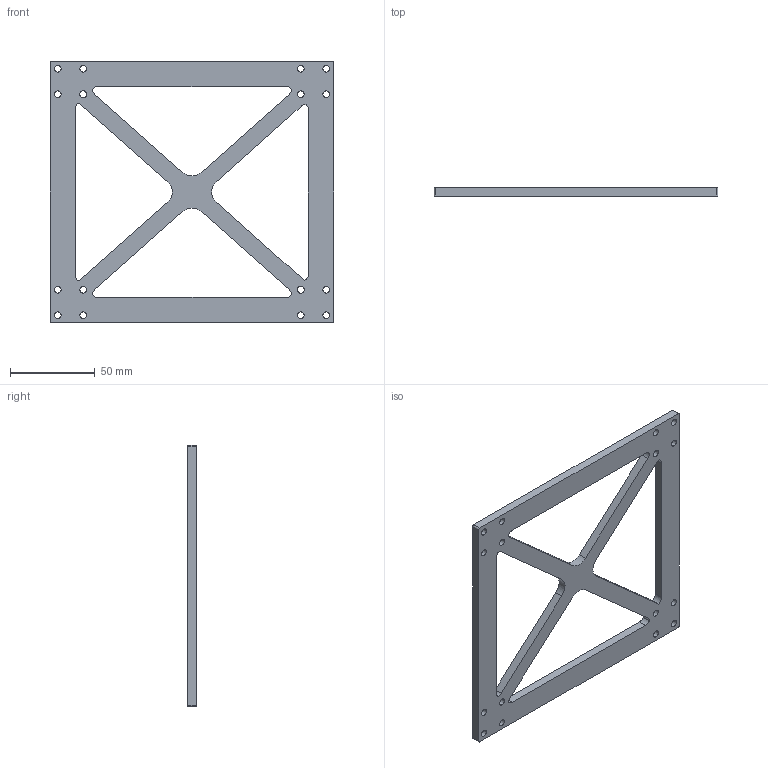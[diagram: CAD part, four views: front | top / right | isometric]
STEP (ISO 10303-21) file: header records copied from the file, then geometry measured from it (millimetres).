
FILE_DESCRIPTION(('STEP AP203'), '1');
FILE_NAME('Áîêîâàÿ ðàìêà v2', '', ('UNSPECIFIED'), ('UNSPECIFIED'), 'C3D Converter', 'C3D Toolkit', '');
FILE_SCHEMA(('CONFIG_CONTROL_DESIGN'));
Length unit declared in the file: millimetre
Bounding box: 167 x 5 x 154 mm (x, y, z)
Volume: 60655.8 mm3; surface area: 33803.4 mm2
Topology: 1 solids, 1 shells, 57 faces, 165 edges, 110 vertices
Faces by surface type: cylinder 39, plane 18
Full cylindrical faces by diameter (mm): 4 x16
Entity records: 1957 total; most frequent: DIRECTION 343, CARTESIAN_POINT 317, ORIENTED_EDGE 298, EDGE_CURVE 149, AXIS2_PLACEMENT_3D 136, EDGE_LOOP 113, VERTEX_POINT 110, FACE_BOUND 81
